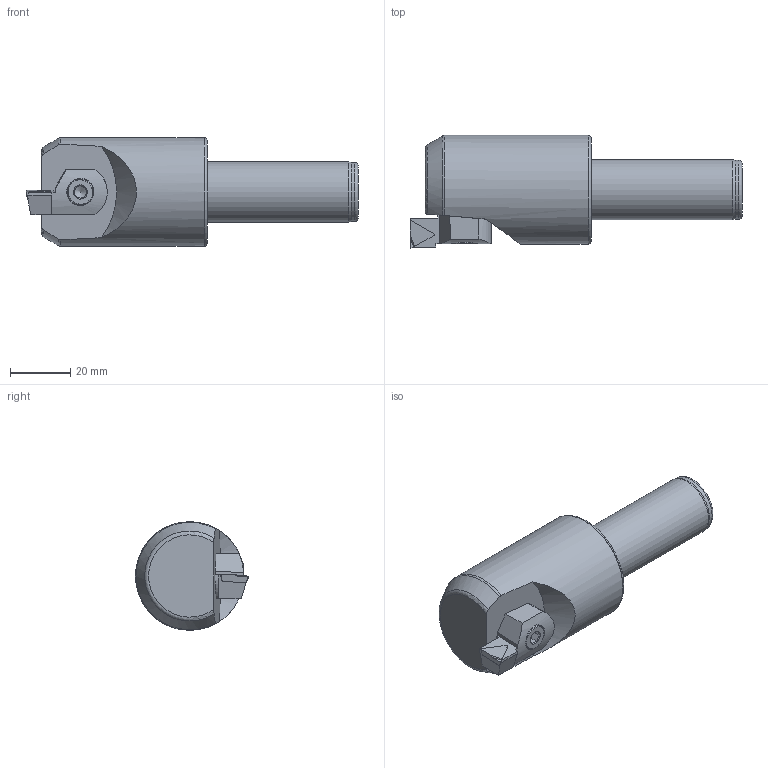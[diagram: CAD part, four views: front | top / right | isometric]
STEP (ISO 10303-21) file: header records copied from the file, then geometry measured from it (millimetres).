
FILE_DESCRIPTION(/* description */ (''),/* implementation_level */ '2;1');
FILE_NAME(/* name */ 'SET-39X54-ABHF-D39X54-WA20.stp',/* time_stamp */ '2023-10-18T15:30:07+03:00',/* author */ (''),/* organization */ (''),/* preprocessor_version */ 'ST-DEVELOPER v19.4',/* originating_system */ 'SIEMENS PLM Software NX2306.3001',/* authorisation */ '');
FILE_SCHEMA (('AP203_CONFIGURATION_CONTROLLED_3D_DESIGN_OF_MECHANICAL_PARTS_AND_ASSEMBLIES_MIM_LF { 1 0 10303 403 2 1 2}'));
Length unit declared in the file: millimetre
Products named in the file (1): SET-39X54-ABHF-D39X54-WA20
Bounding box: 110.03 x 37.5 x 36 mm (x, y, z)
Volume: 68056.1 mm3; surface area: 12103.4 mm2
Topology: 2 solids, 3 shells, 72 faces, 179 edges, 114 vertices
Faces by surface type: plane 41, cylinder 14, cone 9, torus 6, bspline 2
Full cylindrical faces by diameter (mm): 5 x3, 5.1 x1, 8.5 x1, 9 x1, 19.5 x1, 20 x1, 36 x1
Entity records: 3280 total; most frequent: CARTESIAN_POINT 1701, DIRECTION 300, ORIENTED_EDGE 288, EDGE_CURVE 144, AXIS2_PLACEMENT_3D 111, VERTEX_POINT 101, EDGE_LOOP 90, LINE 78
